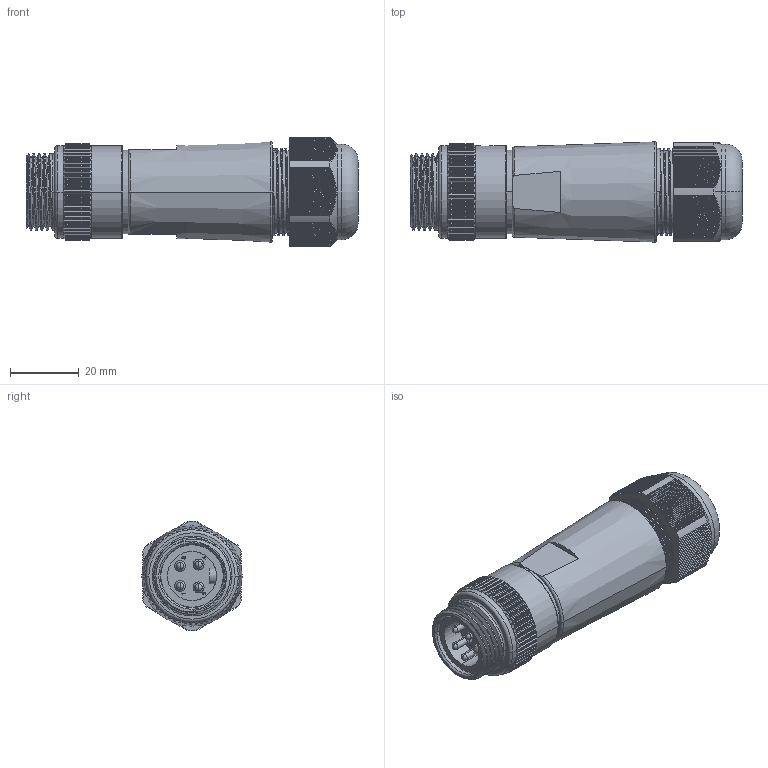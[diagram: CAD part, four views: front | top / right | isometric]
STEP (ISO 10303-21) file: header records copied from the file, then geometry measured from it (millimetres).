
FILE_DESCRIPTION (( 'STEP AP214' ), '1' );
FILE_NAME ('ZP-S1C-4MP-FWX.step', '2016-03-08T22:17:26', ( '' ), ( '' ), 'SwSTEP 2.0', 'SolidWorks 2015', '' );
FILE_SCHEMA (( 'AUTOMOTIVE_DESIGN' ));
Length unit declared in the file: millimetre
Products named in the file (1): ZP-S1C-4MP-FWX
Bounding box: 96.3 x 29.06 x 31.9 mm (x, y, z)
Volume: 48726.5 mm3; surface area: 17785 mm2
Topology: 8 solids, 8 shells, 910 faces, 2613 edges, 1726 vertices
Faces by surface type: plane 514, cylinder 321, bspline 30, cone 20, torus 17, sphere 8
Entity records: 37279 total; most frequent: CARTESIAN_POINT 15442, ORIENTED_EDGE 5194, DIRECTION 3558, EDGE_CURVE 2597, VERTEX_POINT 1718, LINE 1244, VECTOR 1244, AXIS2_PLACEMENT_3D 1157
